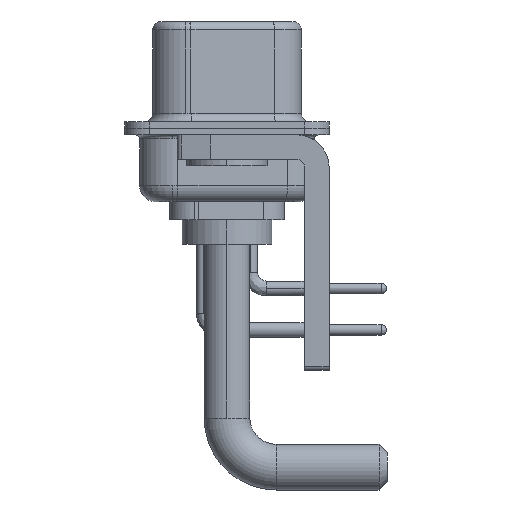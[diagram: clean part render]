
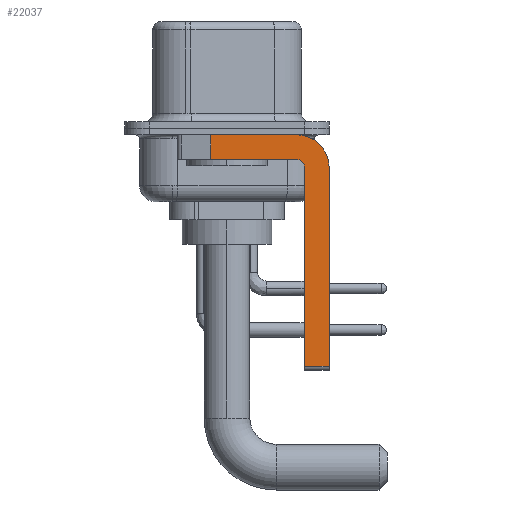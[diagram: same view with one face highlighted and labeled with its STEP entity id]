
A CAD part, left-side view. The second image highlights one B-rep face of the part: STEP entity #22037.
In plain terms, the highlighted planar face has unit normal (-1, 0, 0).
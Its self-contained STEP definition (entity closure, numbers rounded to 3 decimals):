
#656 = DIRECTION ( 'NONE',  ( 0., 0., -1. ) ) ;
#1274 = DIRECTION ( 'NONE',  ( 0., 0., -1. ) ) ;
#1317 = CIRCLE ( 'NONE', #22250, 0.5 ) ;
#2049 = PLANE ( 'NONE',  #2810 ) ;
#2163 = ORIENTED_EDGE ( 'NONE', *, *, #5278, .F. ) ;
#2420 = CARTESIAN_POINT ( 'NONE',  ( -2.9, -4.75, -2.4 ) ) ;
#2497 = ORIENTED_EDGE ( 'NONE', *, *, #20909, .F. ) ;
#2693 = AXIS2_PLACEMENT_3D ( 'NONE', #17973, #15857, #22651 ) ;
#2810 = AXIS2_PLACEMENT_3D ( 'NONE', #23533, #4010, #14756 ) ;
#2820 = LINE ( 'NONE', #24424, #23448 ) ;
#3812 = VERTEX_POINT ( 'NONE', #26122 ) ;
#4010 = DIRECTION ( 'NONE',  ( 1., 0., 0. ) ) ;
#4915 = ORIENTED_EDGE ( 'NONE', *, *, #12436, .T. ) ;
#5107 = CARTESIAN_POINT ( 'NONE',  ( -2.9, 0.978, -1.9 ) ) ;
#5278 = EDGE_CURVE ( 'NONE', #12111, #3812, #22767, .T. ) ;
#6237 = FACE_OUTER_BOUND ( 'NONE', #19290, .T. ) ;
#6589 = EDGE_CURVE ( 'NONE', #23363, #24999, #25336, .T. ) ;
#6977 = ORIENTED_EDGE ( 'NONE', *, *, #22578, .F. ) ;
#7423 = VECTOR ( 'NONE', #24205, 1000. ) ;
#7577 = VECTOR ( 'NONE', #9415, 1000. ) ;
#8859 = VECTOR ( 'NONE', #656, 1000. ) ;
#9415 = DIRECTION ( 'NONE',  ( 0., -1., 0. ) ) ;
#10130 = VECTOR ( 'NONE', #16453, 1000. ) ;
#10791 = ORIENTED_EDGE ( 'NONE', *, *, #6589, .F. ) ;
#10882 = CARTESIAN_POINT ( 'NONE',  ( -2.9, -6.25, -14.55 ) ) ;
#11372 = DIRECTION ( 'NONE',  ( -1., 0., 0. ) ) ;
#11505 = CARTESIAN_POINT ( 'NONE',  ( -2.9, -4.25, -2.4 ) ) ;
#11738 = CARTESIAN_POINT ( 'NONE',  ( -2.9, -4.25, -0.4 ) ) ;
#12000 = CARTESIAN_POINT ( 'NONE',  ( -2.9, 3., -0.4 ) ) ;
#12111 = VERTEX_POINT ( 'NONE', #19970 ) ;
#12298 = CARTESIAN_POINT ( 'NONE',  ( -2.9, -4.25, -1.9 ) ) ;
#12436 = EDGE_CURVE ( 'NONE', #23363, #21653, #24206, .T. ) ;
#12511 = EDGE_CURVE ( 'NONE', #12595, #23560, #14713, .T. ) ;
#12595 = VERTEX_POINT ( 'NONE', #11738 ) ;
#14713 = CIRCLE ( 'NONE', #2693, 2. ) ;
#14756 = DIRECTION ( 'NONE',  ( 0., 0., -1. ) ) ;
#15857 = DIRECTION ( 'NONE',  ( 1., 0., 0. ) ) ;
#16453 = DIRECTION ( 'NONE',  ( 0., 0., 1. ) ) ;
#17973 = CARTESIAN_POINT ( 'NONE',  ( -2.9, -4.25, -2.4 ) ) ;
#18263 = ORIENTED_EDGE ( 'NONE', *, *, #12511, .F. ) ;
#18545 = CARTESIAN_POINT ( 'NONE',  ( -2.9, -6.25, -2.4 ) ) ;
#18713 = ORIENTED_EDGE ( 'NONE', *, *, #19235, .F. ) ;
#19235 = EDGE_CURVE ( 'NONE', #23560, #21653, #2820, .T. ) ;
#19290 = EDGE_LOOP ( 'NONE', ( #2497, #23743, #2163, #6977, #10791, #4915, #18713, #18263 ) ) ;
#19553 = CARTESIAN_POINT ( 'NONE',  ( -2.9, -4.75, -14.55 ) ) ;
#19843 = CARTESIAN_POINT ( 'NONE',  ( -2.9, 0.978, -0.4 ) ) ;
#19970 = CARTESIAN_POINT ( 'NONE',  ( -2.9, -4.25, -1.9 ) ) ;
#20039 = DIRECTION ( 'NONE',  ( 0., 0., 1. ) ) ;
#20909 = EDGE_CURVE ( 'NONE', #25674, #12595, #23170, .T. ) ;
#21653 = VERTEX_POINT ( 'NONE', #10882 ) ;
#22037 = ADVANCED_FACE ( 'NONE', ( #6237 ), #2049, .F. ) ;
#22250 = AXIS2_PLACEMENT_3D ( 'NONE', #11505, #11372, #20039 ) ;
#22578 = EDGE_CURVE ( 'NONE', #24999, #12111, #1317, .T. ) ;
#22607 = EDGE_CURVE ( 'NONE', #25674, #3812, #26567, .T. ) ;
#22651 = DIRECTION ( 'NONE',  ( 0., 0., -1. ) ) ;
#22767 = LINE ( 'NONE', #12298, #7423 ) ;
#23170 = LINE ( 'NONE', #12000, #25092 ) ;
#23363 = VERTEX_POINT ( 'NONE', #19553 ) ;
#23448 = VECTOR ( 'NONE', #1274, 1000. ) ;
#23533 = CARTESIAN_POINT ( 'NONE',  ( -2.9, -4.25, -2.4 ) ) ;
#23560 = VERTEX_POINT ( 'NONE', #18545 ) ;
#23743 = ORIENTED_EDGE ( 'NONE', *, *, #22607, .T. ) ;
#24205 = DIRECTION ( 'NONE',  ( 0., 1., 0. ) ) ;
#24206 = LINE ( 'NONE', #26298, #7577 ) ;
#24424 = CARTESIAN_POINT ( 'NONE',  ( -2.9, -6.25, -2.4 ) ) ;
#24999 = VERTEX_POINT ( 'NONE', #2420 ) ;
#25092 = VECTOR ( 'NONE', #27335, 1000. ) ;
#25336 = LINE ( 'NONE', #27151, #10130 ) ;
#25674 = VERTEX_POINT ( 'NONE', #19843 ) ;
#26122 = CARTESIAN_POINT ( 'NONE',  ( -2.9, 0.978, -1.9 ) ) ;
#26298 = CARTESIAN_POINT ( 'NONE',  ( -2.9, -4.25, -14.55 ) ) ;
#26567 = LINE ( 'NONE', #5107, #8859 ) ;
#27151 = CARTESIAN_POINT ( 'NONE',  ( -2.9, -4.75, -14.8 ) ) ;
#27335 = DIRECTION ( 'NONE',  ( 0., -1., 0. ) ) ;
